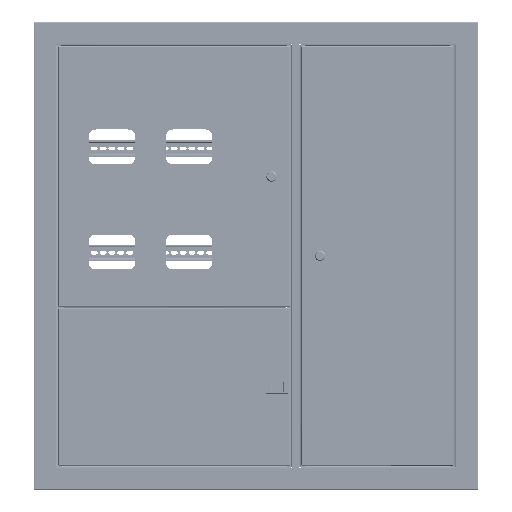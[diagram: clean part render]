
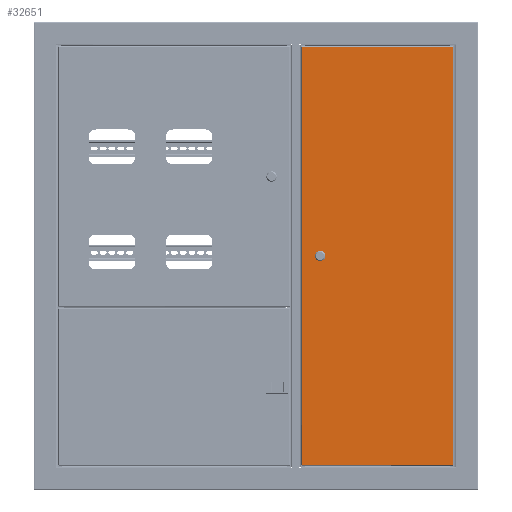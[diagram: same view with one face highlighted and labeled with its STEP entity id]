
A CAD part, top view. The second image highlights one B-rep face of the part: STEP entity #32651.
In plain terms, the highlighted planar face has unit normal (0, 0, 1).
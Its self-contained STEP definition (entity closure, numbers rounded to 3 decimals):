
#354 = EDGE_CURVE ( 'NONE', #35979, #58050, #32416, .T. ) ;
#2019 = CARTESIAN_POINT ( 'NONE',  ( 451.849, 31.5, 0. ) ) ;
#2654 = EDGE_CURVE ( 'NONE', #65512, #41489, #16689, .T. ) ;
#2732 = DIRECTION ( 'NONE',  ( 0., -1., 0. ) ) ;
#3882 = LINE ( 'NONE', #66109, #43793 ) ;
#4706 = EDGE_CURVE ( 'NONE', #24798, #65512, #53843, .T. ) ;
#7457 = DIRECTION ( 'NONE',  ( 0., 0., 1. ) ) ;
#7962 = EDGE_CURVE ( 'NONE', #65188, #14463, #39376, .T. ) ;
#9961 = CIRCLE ( 'NONE', #55391, 9.25 ) ;
#10284 = ORIENTED_EDGE ( 'NONE', *, *, #55938, .T. ) ;
#10851 = CARTESIAN_POINT ( 'NONE',  ( 448.2, 40., 0. ) ) ;
#12398 = CIRCLE ( 'NONE', #42269, 9.25 ) ;
#14463 = VERTEX_POINT ( 'NONE', #47399 ) ;
#15947 = LINE ( 'NONE', #71295, #51624 ) ;
#16689 = CIRCLE ( 'NONE', #55659, 9.25 ) ;
#16845 = DIRECTION ( 'NONE',  ( 1., 0., 0. ) ) ;
#20260 = ORIENTED_EDGE ( 'NONE', *, *, #53071, .F. ) ;
#20491 = PLANE ( 'NONE',  #43705 ) ;
#20881 = DIRECTION ( 'NONE',  ( -1., 0., 0. ) ) ;
#22497 = LINE ( 'NONE', #40414, #52758 ) ;
#24798 = VERTEX_POINT ( 'NONE', #66426 ) ;
#25783 = DIRECTION ( 'NONE',  ( 0., 0., 1. ) ) ;
#25847 = CARTESIAN_POINT ( 'NONE',  ( 444.551, 48.5, 0. ) ) ;
#26142 = CARTESIAN_POINT ( 'NONE',  ( 1.7, 1.7, 0. ) ) ;
#29114 = EDGE_LOOP ( 'NONE', ( #58400, #66905, #47958, #46766, #20260 ) ) ;
#30164 = CARTESIAN_POINT ( 'NONE',  ( 1.7, 324., 0. ) ) ;
#32416 = LINE ( 'NONE', #57644, #68614 ) ;
#32651 = ADVANCED_FACE ( 'NONE', ( #64021, #45321 ), #20491, .F. ) ;
#33841 = DIRECTION ( 'NONE',  ( -1., 0., 0. ) ) ;
#35979 = VERTEX_POINT ( 'NONE', #30164 ) ;
#37469 = EDGE_CURVE ( 'NONE', #41489, #67695, #9961, .T. ) ;
#37530 = CARTESIAN_POINT ( 'NONE',  ( 451.849, 48.5, 0. ) ) ;
#38112 = EDGE_LOOP ( 'NONE', ( #43935, #69772, #10284, #65909 ) ) ;
#38798 = CARTESIAN_POINT ( 'NONE',  ( 0., 325.7, 0. ) ) ;
#39376 = LINE ( 'NONE', #64222, #73194 ) ;
#40414 = CARTESIAN_POINT ( 'NONE',  ( 451.849, 48.5, 0. ) ) ;
#40921 = EDGE_CURVE ( 'NONE', #67695, #61796, #22497, .T. ) ;
#41489 = VERTEX_POINT ( 'NONE', #59434 ) ;
#42269 = AXIS2_PLACEMENT_3D ( 'NONE', #10851, #7457, #56639 ) ;
#43705 = AXIS2_PLACEMENT_3D ( 'NONE', #38798, #46103, #20881 ) ;
#43793 = VECTOR ( 'NONE', #77896, 1000. ) ;
#43935 = ORIENTED_EDGE ( 'NONE', *, *, #75095, .T. ) ;
#45321 = FACE_OUTER_BOUND ( 'NONE', #38112, .T. ) ;
#45900 = DIRECTION ( 'NONE',  ( 0., 1., 0. ) ) ;
#46103 = DIRECTION ( 'NONE',  ( 0., 0., -1. ) ) ;
#46117 = DIRECTION ( 'NONE',  ( -1., 0., 0. ) ) ;
#46460 = DIRECTION ( 'NONE',  ( 1., 0., 0. ) ) ;
#46766 = ORIENTED_EDGE ( 'NONE', *, *, #4706, .F. ) ;
#47399 = CARTESIAN_POINT ( 'NONE',  ( 894.7, 324., 0. ) ) ;
#47413 = CARTESIAN_POINT ( 'NONE',  ( 894.7, 1.7, 0. ) ) ;
#47747 = CARTESIAN_POINT ( 'NONE',  ( 451.849, 31.5, 0. ) ) ;
#47958 = ORIENTED_EDGE ( 'NONE', *, *, #2654, .F. ) ;
#50624 = DIRECTION ( 'NONE',  ( 1., 0., 0. ) ) ;
#51624 = VECTOR ( 'NONE', #33841, 1000. ) ;
#52758 = VECTOR ( 'NONE', #46117, 1000. ) ;
#53071 = EDGE_CURVE ( 'NONE', #61796, #24798, #12398, .T. ) ;
#53843 = LINE ( 'NONE', #47747, #77939 ) ;
#55391 = AXIS2_PLACEMENT_3D ( 'NONE', #68947, #25783, #50624 ) ;
#55659 = AXIS2_PLACEMENT_3D ( 'NONE', #65565, #64779, #46460 ) ;
#55938 = EDGE_CURVE ( 'NONE', #14463, #35979, #15947, .T. ) ;
#56639 = DIRECTION ( 'NONE',  ( 1., 0., 0. ) ) ;
#57644 = CARTESIAN_POINT ( 'NONE',  ( 1.7, 324.293, 0. ) ) ;
#58050 = VERTEX_POINT ( 'NONE', #26142 ) ;
#58400 = ORIENTED_EDGE ( 'NONE', *, *, #40921, .F. ) ;
#59434 = CARTESIAN_POINT ( 'NONE',  ( 457.45, 40., 0. ) ) ;
#61796 = VERTEX_POINT ( 'NONE', #25847 ) ;
#64021 = FACE_BOUND ( 'NONE', #29114, .T. ) ;
#64222 = CARTESIAN_POINT ( 'NONE',  ( 894.7, 0., 0. ) ) ;
#64779 = DIRECTION ( 'NONE',  ( 0., 0., 1. ) ) ;
#65188 = VERTEX_POINT ( 'NONE', #47413 ) ;
#65512 = VERTEX_POINT ( 'NONE', #2019 ) ;
#65565 = CARTESIAN_POINT ( 'NONE',  ( 448.2, 40., 0. ) ) ;
#65909 = ORIENTED_EDGE ( 'NONE', *, *, #354, .T. ) ;
#66109 = CARTESIAN_POINT ( 'NONE',  ( 1.7, 1.7, 0. ) ) ;
#66426 = CARTESIAN_POINT ( 'NONE',  ( 444.551, 31.5, 0. ) ) ;
#66905 = ORIENTED_EDGE ( 'NONE', *, *, #37469, .F. ) ;
#67695 = VERTEX_POINT ( 'NONE', #37530 ) ;
#68614 = VECTOR ( 'NONE', #2732, 1000. ) ;
#68947 = CARTESIAN_POINT ( 'NONE',  ( 448.2, 40., 0. ) ) ;
#69772 = ORIENTED_EDGE ( 'NONE', *, *, #7962, .T. ) ;
#71295 = CARTESIAN_POINT ( 'NONE',  ( 894.993, 324., 0. ) ) ;
#73194 = VECTOR ( 'NONE', #45900, 1000. ) ;
#75095 = EDGE_CURVE ( 'NONE', #58050, #65188, #3882, .T. ) ;
#77896 = DIRECTION ( 'NONE',  ( 1., 0., 0. ) ) ;
#77939 = VECTOR ( 'NONE', #16845, 1000. ) ;
